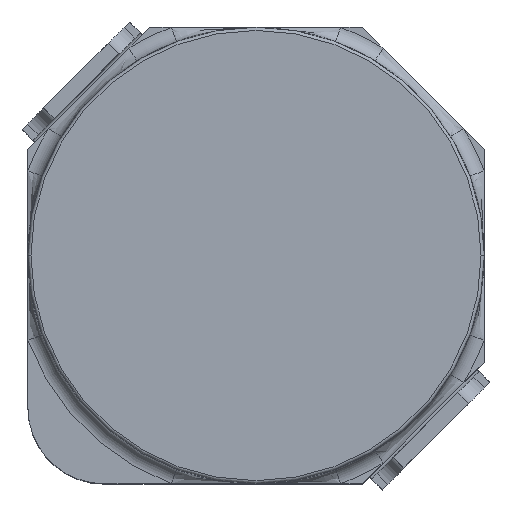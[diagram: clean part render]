
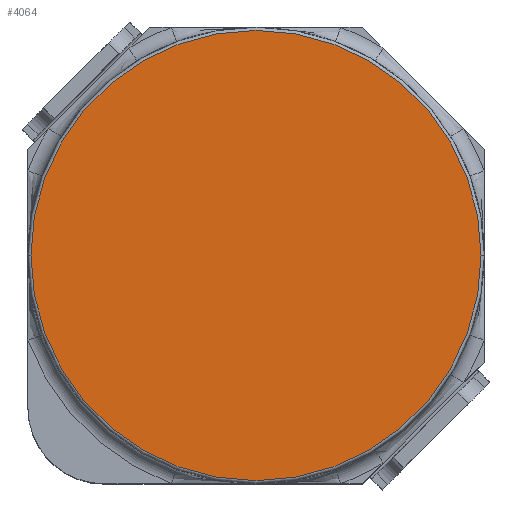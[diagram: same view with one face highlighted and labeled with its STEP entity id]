
A CAD part, top view. The second image highlights one B-rep face of the part: STEP entity #4064.
In plain terms, the highlighted planar face has unit normal (0, 0, 1).
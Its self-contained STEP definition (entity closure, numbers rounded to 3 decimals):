
#338 = EDGE_CURVE ( 'NONE', #3116, #1069, #3554, .T. ) ;
#512 = EDGE_LOOP ( 'NONE', ( #3974, #570 ) ) ;
#514 = AXIS2_PLACEMENT_3D ( 'NONE', #2613, #1342, #2624 ) ;
#570 = ORIENTED_EDGE ( 'NONE', *, *, #338, .T. ) ;
#991 = CARTESIAN_POINT ( 'NONE',  ( -1.48, 0., 2. ) ) ;
#1069 = VERTEX_POINT ( 'NONE', #3781 ) ;
#1336 = CARTESIAN_POINT ( 'NONE',  ( 0., 0., 2. ) ) ;
#1342 = DIRECTION ( 'NONE',  ( 0., 0., 1. ) ) ;
#1640 = DIRECTION ( 'NONE',  ( 0., 0., 1. ) ) ;
#1768 = EDGE_CURVE ( 'NONE', #1069, #3116, #3126, .T. ) ;
#1771 = FACE_OUTER_BOUND ( 'NONE', #512, .T. ) ;
#1925 = AXIS2_PLACEMENT_3D ( 'NONE', #3335, #1640, #3007 ) ;
#2254 = PLANE ( 'NONE',  #1925 ) ;
#2521 = AXIS2_PLACEMENT_3D ( 'NONE', #1336, #3637, #2619 ) ;
#2613 = CARTESIAN_POINT ( 'NONE',  ( 0., 0., 2. ) ) ;
#2619 = DIRECTION ( 'NONE',  ( 1., 0., 0. ) ) ;
#2624 = DIRECTION ( 'NONE',  ( 1., 0., 0. ) ) ;
#3007 = DIRECTION ( 'NONE',  ( 1., 0., 0. ) ) ;
#3116 = VERTEX_POINT ( 'NONE', #991 ) ;
#3126 = CIRCLE ( 'NONE', #514, 1.48 ) ;
#3335 = CARTESIAN_POINT ( 'NONE',  ( 0., 0., 2. ) ) ;
#3554 = CIRCLE ( 'NONE', #2521, 1.48 ) ;
#3637 = DIRECTION ( 'NONE',  ( 0., 0., 1. ) ) ;
#3781 = CARTESIAN_POINT ( 'NONE',  ( 1.48, 0., 2. ) ) ;
#3974 = ORIENTED_EDGE ( 'NONE', *, *, #1768, .T. ) ;
#4064 = ADVANCED_FACE ( 'NONE', ( #1771 ), #2254, .T. ) ;
